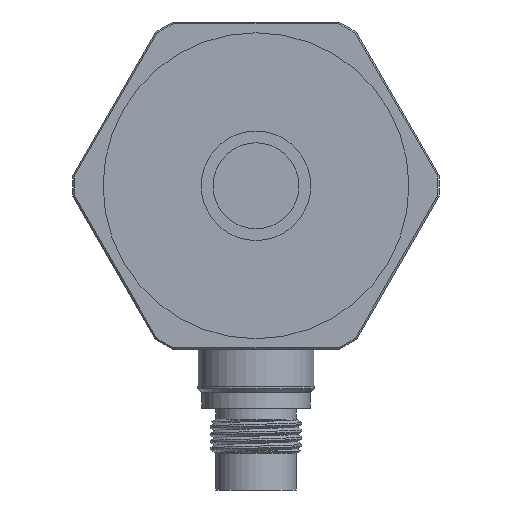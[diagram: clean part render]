
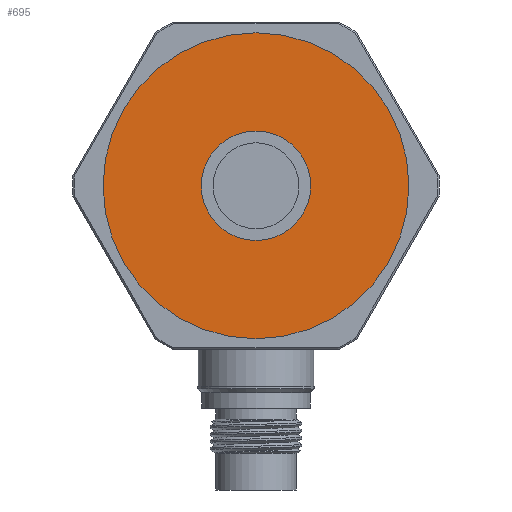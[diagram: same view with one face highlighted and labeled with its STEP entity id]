
A CAD part, front view. The second image highlights one B-rep face of the part: STEP entity #695.
In plain terms, the highlighted planar face has unit normal (0, -1, 0).
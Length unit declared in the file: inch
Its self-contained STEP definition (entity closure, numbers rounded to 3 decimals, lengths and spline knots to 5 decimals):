
#69 = DIRECTION ( 'NONE',  ( 0., 0., -1. ) ) ;
#347 = DIRECTION ( 'NONE',  ( 0., 0., -1. ) ) ;
#357 = CARTESIAN_POINT ( 'NONE',  ( 0., 0., 0.29186 ) ) ;
#695 = ADVANCED_FACE ( 'NONE', ( #4239, #8492 ), #12801, .F. ) ;
#1576 = CARTESIAN_POINT ( 'NONE',  ( 0., 0., 0.1045 ) ) ;
#1578 = VERTEX_POINT ( 'NONE', #357 ) ;
#1639 = DIRECTION ( 'NONE',  ( 0., 1., 0. ) ) ;
#2250 = CARTESIAN_POINT ( 'NONE',  ( 0., 0., -0.1045 ) ) ;
#2352 = VERTEX_POINT ( 'NONE', #1576 ) ;
#2438 = CARTESIAN_POINT ( 'NONE',  ( 0., 0., 0. ) ) ;
#4013 = DIRECTION ( 'NONE',  ( 0., 1., 0. ) ) ;
#4046 = DIRECTION ( 'NONE',  ( 0., 0., 1. ) ) ;
#4239 = FACE_BOUND ( 'NONE', #9454, .T. ) ;
#4479 = ORIENTED_EDGE ( 'NONE', *, *, #6940, .F. ) ;
#6400 = CIRCLE ( 'NONE', #14948, 0.1045 ) ;
#6940 = EDGE_CURVE ( 'NONE', #2352, #17549, #16811, .T. ) ;
#7510 = EDGE_LOOP ( 'NONE', ( #15377, #15642 ) ) ;
#8492 = FACE_OUTER_BOUND ( 'NONE', #7510, .T. ) ;
#8532 = EDGE_CURVE ( 'NONE', #17549, #2352, #6400, .T. ) ;
#9454 = EDGE_LOOP ( 'NONE', ( #13665, #4479 ) ) ;
#9712 = DIRECTION ( 'NONE',  ( 0., -1., 0. ) ) ;
#9984 = DIRECTION ( 'NONE',  ( 0., -1., 0. ) ) ;
#10436 = CIRCLE ( 'NONE', #14991, 0.29186 ) ;
#11259 = CARTESIAN_POINT ( 'NONE',  ( 0., 0., 0. ) ) ;
#11587 = CARTESIAN_POINT ( 'NONE',  ( 0., 0., -0.29186 ) ) ;
#12658 = VERTEX_POINT ( 'NONE', #11587 ) ;
#12801 = PLANE ( 'NONE',  #18237 ) ;
#12865 = DIRECTION ( 'NONE',  ( 0., 0., 1. ) ) ;
#13504 = AXIS2_PLACEMENT_3D ( 'NONE', #19575, #9984, #347 ) ;
#13651 = CARTESIAN_POINT ( 'NONE',  ( 0., 0., 0. ) ) ;
#13665 = ORIENTED_EDGE ( 'NONE', *, *, #8532, .F. ) ;
#13684 = DIRECTION ( 'NONE',  ( 0., 1., 0. ) ) ;
#14948 = AXIS2_PLACEMENT_3D ( 'NONE', #19309, #9712, #69 ) ;
#14991 = AXIS2_PLACEMENT_3D ( 'NONE', #2438, #13684, #4046 ) ;
#15253 = DIRECTION ( 'NONE',  ( 0., 0., 1. ) ) ;
#15377 = ORIENTED_EDGE ( 'NONE', *, *, #17599, .F. ) ;
#15642 = ORIENTED_EDGE ( 'NONE', *, *, #16959, .F. ) ;
#16811 = CIRCLE ( 'NONE', #13504, 0.1045 ) ;
#16959 = EDGE_CURVE ( 'NONE', #12658, #1578, #10436, .T. ) ;
#17549 = VERTEX_POINT ( 'NONE', #2250 ) ;
#17599 = EDGE_CURVE ( 'NONE', #1578, #12658, #18195, .T. ) ;
#17948 = AXIS2_PLACEMENT_3D ( 'NONE', #13651, #4013, #15253 ) ;
#18195 = CIRCLE ( 'NONE', #17948, 0.29186 ) ;
#18237 = AXIS2_PLACEMENT_3D ( 'NONE', #11259, #1639, #12865 ) ;
#19309 = CARTESIAN_POINT ( 'NONE',  ( 0., 0., 0. ) ) ;
#19575 = CARTESIAN_POINT ( 'NONE',  ( 0., 0., 0. ) ) ;
